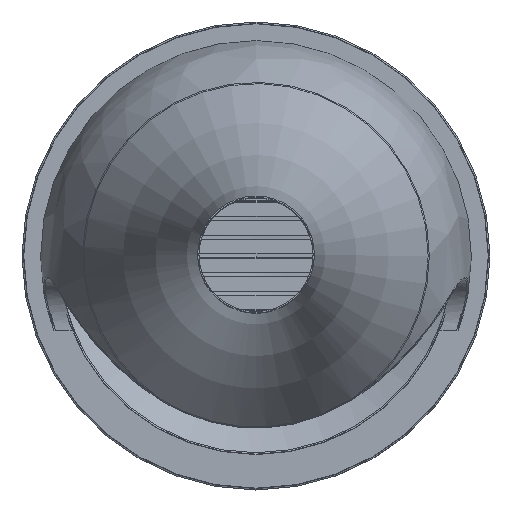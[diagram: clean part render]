
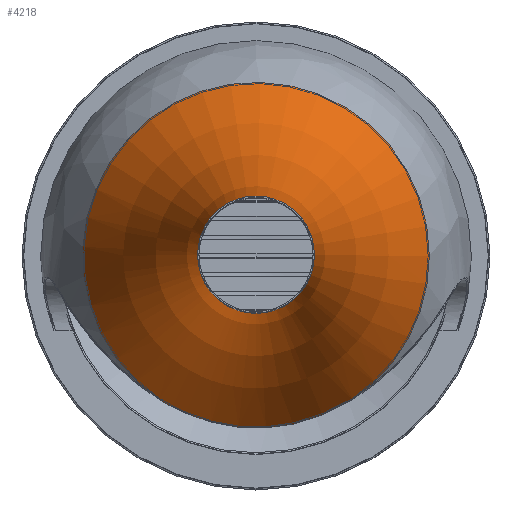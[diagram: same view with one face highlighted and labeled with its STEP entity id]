
A CAD part, top view. The second image highlights one B-rep face of the part: STEP entity #4218.
In plain terms, the highlighted toroidal (fillet/blend) face has major radius 1722.25 mm and minor radius 1600 mm.
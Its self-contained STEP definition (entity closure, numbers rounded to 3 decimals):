
#4218=ADVANCED_FACE('',(#8344,#8345),#8346,.F.);
#8344=FACE_OUTER_BOUND('',#31297,.T.);
#8345=FACE_OUTER_BOUND('',#31298,.T.);
#8346=TOROIDAL_SURFACE('',#31299,1722.25,1600.0);
#31297=EDGE_LOOP('',(#40732,#40733));
#31298=EDGE_LOOP('',(#40734));
#31299=AXIS2_PLACEMENT_3D('',#40735,#40736,#40737);
#40732=ORIENTED_EDGE('',*,*,#45172,.F.);
#40733=ORIENTED_EDGE('',*,*,#45190,.T.);
#40734=ORIENTED_EDGE('',*,*,#45192,.F.);
#40735=CARTESIAN_POINT('',(0.0,0.0,1602.632));
#40736=DIRECTION('',(0.0,0.0,1.0));
#40737=DIRECTION('',(1.0,0.0,0.0));
#45172=EDGE_CURVE('',#51306,#51311,#51314,.T.);
#45190=EDGE_CURVE('',#51306,#51311,#51338,.T.);
#45192=EDGE_CURVE('',#51340,#51340,#51341,.T.);
#51306=VERTEX_POINT('',#70679);
#51311=VERTEX_POINT('',#70708);
#51314=B_SPLINE_CURVE_WITH_KNOTS('',3,(#70757,#70758,#70759,#70760,#70761,#70762,#70763,#70764,#70765,#70766,#70767,#70768,#70769,#70770,#70771,#70772,#70773,#70774,#70775,#70776,#70777,#70778,#70779,#70780,#70781,#70782,#70783,#70784),.UNSPECIFIED.,.F.,.F.,(4,2,2,2,2,2,2,2,2,2,2,2,2,4),(0.0,0.125,0.25,0.313,0.375,0.5,0.563,0.594,0.625,0.75,0.875,0.906,0.938,1.0),.UNSPECIFIED.);
#51338=CIRCLE('',#71074,362.982);
#51340=VERTEX_POINT('',#71076);
#51341=CIRCLE('',#71077,122.25);
#70679=CARTESIAN_POINT('',(202.485,-301.257,758.599));
#70708=CARTESIAN_POINT('',(-202.485,-301.257,758.599));
#70757=CARTESIAN_POINT('',(202.485,-301.257,758.599));
#70758=CARTESIAN_POINT('',(187.198,-310.606,759.837));
#70759=CARTESIAN_POINT('',(171.487,-319.016,760.587));
#70760=CARTESIAN_POINT('',(139.153,-333.769,761.512));
#70761=CARTESIAN_POINT('',(122.53,-340.113,761.689));
#70762=CARTESIAN_POINT('',(96.841,-347.9,761.775));
#70763=CARTESIAN_POINT('',(88.123,-350.211,761.772));
#70764=CARTESIAN_POINT('',(70.692,-354.161,761.741));
#70765=CARTESIAN_POINT('',(61.955,-355.809,761.713));
#70766=CARTESIAN_POINT('',(35.673,-359.777,761.628));
#70767=CARTESIAN_POINT('',(18.061,-361.12,761.578));
#70768=CARTESIAN_POINT('',(-8.495,-361.147,761.577));
#70769=CARTESIAN_POINT('',(-17.37,-360.824,761.588));
#70770=CARTESIAN_POINT('',(-30.718,-359.832,761.617));
#70771=CARTESIAN_POINT('',(-35.173,-359.417,761.629));
#70772=CARTESIAN_POINT('',(-44.096,-358.415,761.655));
#70773=CARTESIAN_POINT('',(-48.56,-357.829,761.67));
#70774=CARTESIAN_POINT('',(-70.713,-354.497,761.741));
#70775=CARTESIAN_POINT('',(-88.059,-350.544,761.802));
#70776=CARTESIAN_POINT('',(-122.057,-340.274,761.692));
#70777=CARTESIAN_POINT('',(-138.709,-333.956,761.521));
#70778=CARTESIAN_POINT('',(-159.114,-324.665,760.942));
#70779=CARTESIAN_POINT('',(-163.174,-322.737,760.807));
#70780=CARTESIAN_POINT('',(-171.217,-318.761,760.496));
#70781=CARTESIAN_POINT('',(-175.204,-316.713,760.319));
#70782=CARTESIAN_POINT('',(-187.065,-310.388,759.717));
#70783=CARTESIAN_POINT('',(-194.838,-305.933,759.219));
#70784=CARTESIAN_POINT('',(-202.485,-301.257,758.599));
#71074=AXIS2_PLACEMENT_3D('',#75209,#75210,#75211);
#71076=CARTESIAN_POINT('',(122.25,0.0,1602.632));
#71077=AXIS2_PLACEMENT_3D('',#75212,#75213,#75214);
#75209=CARTESIAN_POINT('',(0.0,0.0,758.599));
#75210=DIRECTION('',(0.0,0.0,1.0));
#75211=DIRECTION('',(1.0,0.0,0.0));
#75212=CARTESIAN_POINT('',(0.0,0.0,1602.632));
#75213=DIRECTION('',(0.0,0.0,1.0));
#75214=DIRECTION('',(1.0,0.0,0.0));
